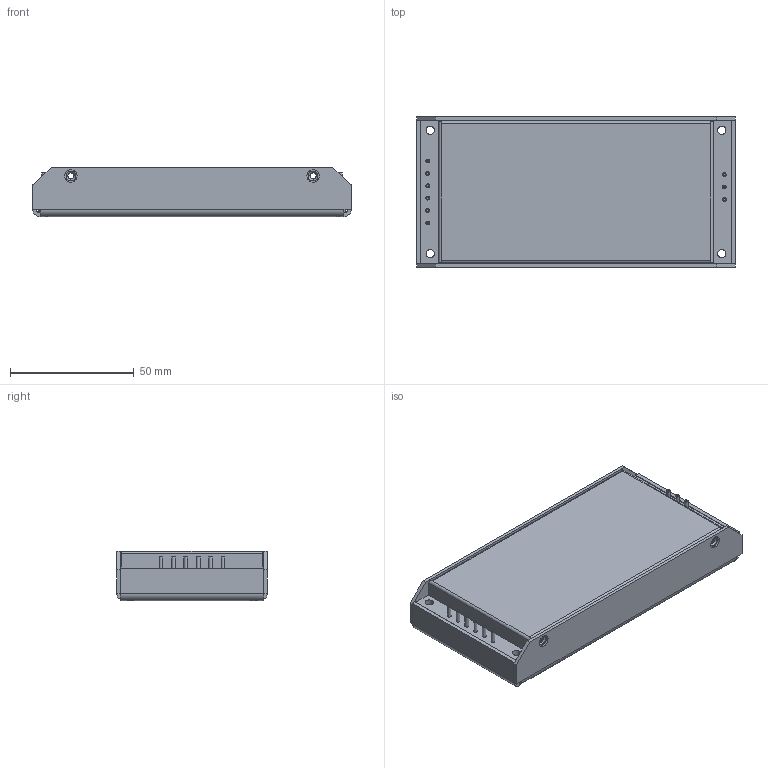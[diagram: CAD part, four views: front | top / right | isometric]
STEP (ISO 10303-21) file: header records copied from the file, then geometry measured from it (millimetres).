
FILE_DESCRIPTION(('STEP AP214'), '1');
FILE_NAME('MAA50(60)-1_SBX_015TU', '2019-12-13T11:33:14', (''), (''), 'ASCON STEP Converter 1.6', 'ASCON Math Kernel', '');
FILE_SCHEMA(('AUTOMOTIVE_DESIGN { 1 0 10303 214 3 1 1}'));
Length unit declared in the file: millimetre
Products named in the file (1): 櫛ち.436614.006
Bounding box: 129 x 61 x 20 mm (x, y, z)
Volume: 33736.3 mm3; surface area: 62903.1 mm2
Topology: 2 solids, 2 shells, 537 faces, 1248 edges, 787 vertices
Faces by surface type: plane 310, cylinder 152, cone 54, bspline 16, sphere 5
Full cylindrical faces by diameter (mm): 0.4 x2, 0.8 x9, 1 x6, 1.5 x27, 2 x2, 2.5 x9, 2.6 x4, 3 x10, 3.2 x10, 3.4 x4, 3.5 x5, 4.5 x9, 5 x4, 5.5 x5, 6 x14
Entity records: 20637 total; most frequent: CARTESIAN_POINT 4304, DIRECTION 2553, ORIENTED_EDGE 2132, EDGE_CURVE 1066, AXIS2_PLACEMENT_3D 1022, EDGE_LOOP 848, VERTEX_POINT 776, FACE_BOUND 576
